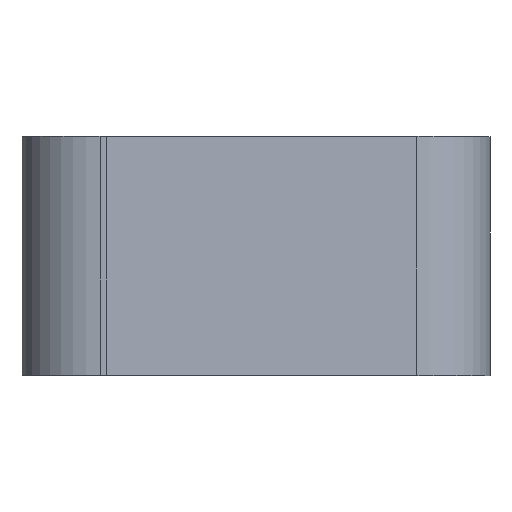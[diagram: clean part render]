
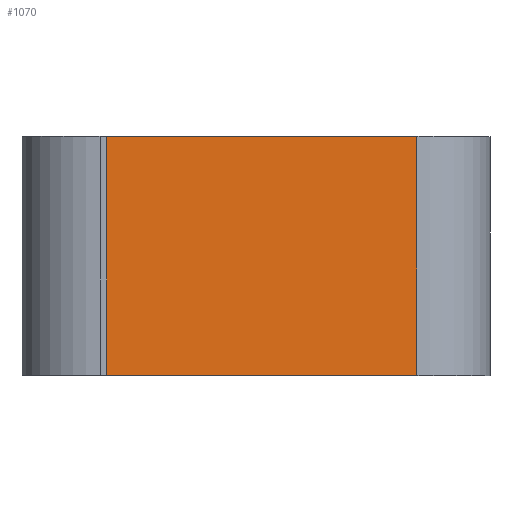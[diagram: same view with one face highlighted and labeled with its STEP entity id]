
A CAD part, top view. The second image highlights one B-rep face of the part: STEP entity #1070.
In plain terms, the highlighted planar face has unit normal (0.082, 0, 0.997).
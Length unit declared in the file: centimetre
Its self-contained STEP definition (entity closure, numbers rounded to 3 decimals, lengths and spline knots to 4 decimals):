
#47 = CARTESIAN_POINT ( 'NONE',  ( -3.0802, 0., 0.4559 ) ) ;
#73 = LINE ( 'NONE', #506, #355 ) ;
#115 = EDGE_CURVE ( 'NONE', #1023, #1350, #73, .T. ) ;
#123 = VERTEX_POINT ( 'NONE', #434 ) ;
#139 = FACE_OUTER_BOUND ( 'NONE', #469, .T. ) ;
#184 = VECTOR ( 'NONE', #1160, 100. ) ;
#299 = CARTESIAN_POINT ( 'NONE',  ( -27.3322, 0., 2.4414 ) ) ;
#320 = ORIENTED_EDGE ( 'NONE', *, *, #115, .T. ) ;
#355 = VECTOR ( 'NONE', #928, 100. ) ;
#378 = DIRECTION ( 'NONE',  ( 0.997, 0., -0.082 ) ) ;
#383 = CARTESIAN_POINT ( 'NONE',  ( -7.8482, 15., 0.8462 ) ) ;
#434 = CARTESIAN_POINT ( 'NONE',  ( -7.8482, 0., 0.8462 ) ) ;
#458 = DIRECTION ( 'NONE',  ( -0.997, 0., 0.082 ) ) ;
#469 = EDGE_LOOP ( 'NONE', ( #556, #320, #1123, #862 ) ) ;
#506 = CARTESIAN_POINT ( 'NONE',  ( -27.3322, 15., 2.4414 ) ) ;
#531 = EDGE_CURVE ( 'NONE', #1023, #1104, #926, .T. ) ;
#556 = ORIENTED_EDGE ( 'NONE', *, *, #531, .F. ) ;
#567 = PLANE ( 'NONE',  #1168 ) ;
#656 = VECTOR ( 'NONE', #378, 100. ) ;
#708 = VECTOR ( 'NONE', #1227, 100. ) ;
#837 = LINE ( 'NONE', #942, #708 ) ;
#862 = ORIENTED_EDGE ( 'NONE', *, *, #1048, .T. ) ;
#926 = LINE ( 'NONE', #1272, #184 ) ;
#928 = DIRECTION ( 'NONE',  ( 0., -1., 0. ) ) ;
#942 = CARTESIAN_POINT ( 'NONE',  ( -7.8482, 15., 0.8462 ) ) ;
#958 = EDGE_CURVE ( 'NONE', #1350, #123, #1252, .T. ) ;
#1023 = VERTEX_POINT ( 'NONE', #1049 ) ;
#1048 = EDGE_CURVE ( 'NONE', #123, #1104, #837, .T. ) ;
#1049 = CARTESIAN_POINT ( 'NONE',  ( -27.3322, 15., 2.4414 ) ) ;
#1070 = ADVANCED_FACE ( 'NONE', ( #139 ), #567, .F. ) ;
#1104 = VERTEX_POINT ( 'NONE', #383 ) ;
#1123 = ORIENTED_EDGE ( 'NONE', *, *, #958, .T. ) ;
#1160 = DIRECTION ( 'NONE',  ( 0.997, 0., -0.082 ) ) ;
#1168 = AXIS2_PLACEMENT_3D ( 'NONE', #1251, #1335, #458 ) ;
#1227 = DIRECTION ( 'NONE',  ( 0., 1., 0. ) ) ;
#1251 = CARTESIAN_POINT ( 'NONE',  ( -3.0802, 15., 0.4559 ) ) ;
#1252 = LINE ( 'NONE', #47, #656 ) ;
#1272 = CARTESIAN_POINT ( 'NONE',  ( -3.0802, 15., 0.4559 ) ) ;
#1335 = DIRECTION ( 'NONE',  ( -0.082, 0., -0.997 ) ) ;
#1350 = VERTEX_POINT ( 'NONE', #299 ) ;
